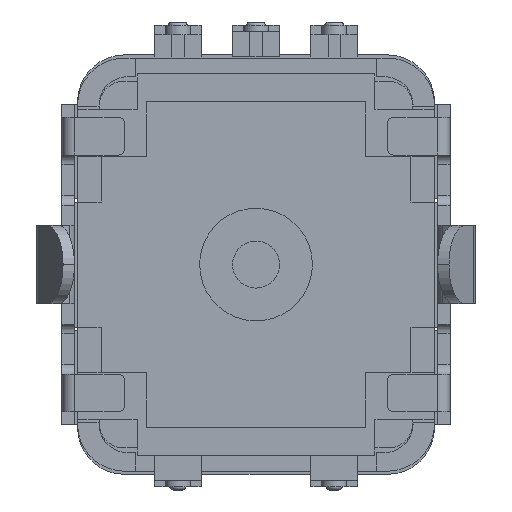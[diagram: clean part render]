
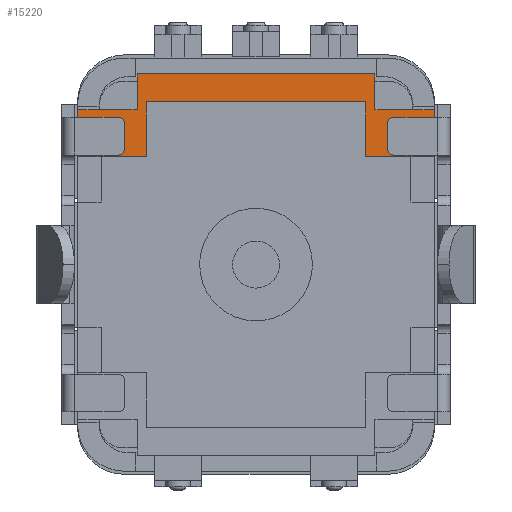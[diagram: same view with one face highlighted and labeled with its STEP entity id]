
A CAD part, front view. The second image highlights one B-rep face of the part: STEP entity #15220.
In plain terms, the highlighted planar face has unit normal (0, -1, 0).
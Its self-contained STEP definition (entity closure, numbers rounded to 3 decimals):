
#549 = LINE ( 'NONE', #10082, #13121 ) ;
#592 = VECTOR ( 'NONE', #17820, 1000. ) ;
#601 = EDGE_CURVE ( 'NONE', #2110, #22012, #5138, .T. ) ;
#726 = AXIS2_PLACEMENT_3D ( 'NONE', #13418, #15450, #6478 ) ;
#1279 = CARTESIAN_POINT ( 'NONE',  ( 5.7, 0.8, 3.45 ) ) ;
#1412 = VERTEX_POINT ( 'NONE', #24424 ) ;
#1534 = VERTEX_POINT ( 'NONE', #1931 ) ;
#1852 = CARTESIAN_POINT ( 'NONE',  ( 3.5, 0.8, 5.2 ) ) ;
#1931 = CARTESIAN_POINT ( 'NONE',  ( -5.7, 0.8, 3.45 ) ) ;
#1959 = VECTOR ( 'NONE', #23796, 1000. ) ;
#1968 = CARTESIAN_POINT ( 'NONE',  ( 5., 0.8, 4.95 ) ) ;
#2110 = VERTEX_POINT ( 'NONE', #3545 ) ;
#2119 = CARTESIAN_POINT ( 'NONE',  ( 3.5, 0.8, 5.2 ) ) ;
#2133 = EDGE_CURVE ( 'NONE', #1534, #2745, #7456, .T. ) ;
#2442 = VERTEX_POINT ( 'NONE', #9699 ) ;
#2739 = EDGE_CURVE ( 'NONE', #1412, #17753, #10040, .T. ) ;
#2745 = VERTEX_POINT ( 'NONE', #14251 ) ;
#3402 = LINE ( 'NONE', #8987, #13062 ) ;
#3514 = DIRECTION ( 'NONE',  ( -1., 0., 0. ) ) ;
#3545 = CARTESIAN_POINT ( 'NONE',  ( 3.8, 0.8, 6.1 ) ) ;
#3690 = ORIENTED_EDGE ( 'NONE', *, *, #601, .F. ) ;
#3744 = EDGE_CURVE ( 'NONE', #24705, #23109, #19352, .T. ) ;
#4197 = CARTESIAN_POINT ( 'NONE',  ( -3.5, 0.8, 3.45 ) ) ;
#4393 = CARTESIAN_POINT ( 'NONE',  ( -5., 0.8, 4.95 ) ) ;
#4629 = CARTESIAN_POINT ( 'NONE',  ( 5.7, 0.8, 4.95 ) ) ;
#4729 = DIRECTION ( 'NONE',  ( 0., 0., -1. ) ) ;
#4846 = VECTOR ( 'NONE', #14836, 1000. ) ;
#4968 = CARTESIAN_POINT ( 'NONE',  ( -4.95, 0.8, 3.45 ) ) ;
#5138 = LINE ( 'NONE', #16992, #5945 ) ;
#5332 = DIRECTION ( 'NONE',  ( -1., 0., 0. ) ) ;
#5676 = ORIENTED_EDGE ( 'NONE', *, *, #15170, .T. ) ;
#5945 = VECTOR ( 'NONE', #24609, 1000. ) ;
#6000 = LINE ( 'NONE', #19884, #14794 ) ;
#6045 = VECTOR ( 'NONE', #14406, 1000. ) ;
#6423 = VERTEX_POINT ( 'NONE', #1852 ) ;
#6427 = LINE ( 'NONE', #15621, #11985 ) ;
#6478 = DIRECTION ( 'NONE',  ( 0., 0., 1. ) ) ;
#6482 = VECTOR ( 'NONE', #15442, 1000. ) ;
#6619 = VECTOR ( 'NONE', #7721, 1000. ) ;
#6860 = LINE ( 'NONE', #1279, #14440 ) ;
#7107 = VERTEX_POINT ( 'NONE', #15756 ) ;
#7418 = ORIENTED_EDGE ( 'NONE', *, *, #18908, .F. ) ;
#7456 = LINE ( 'NONE', #20971, #6619 ) ;
#7540 = EDGE_CURVE ( 'NONE', #7107, #24705, #21045, .T. ) ;
#7721 = DIRECTION ( 'NONE',  ( 0., 0., 1. ) ) ;
#7800 = CARTESIAN_POINT ( 'NONE',  ( 3.8, 0.8, 4.95 ) ) ;
#7911 = EDGE_CURVE ( 'NONE', #13204, #6423, #9177, .T. ) ;
#8044 = VECTOR ( 'NONE', #22335, 1000. ) ;
#8259 = FACE_OUTER_BOUND ( 'NONE', #13100, .T. ) ;
#8987 = CARTESIAN_POINT ( 'NONE',  ( -3.8, 0.8, 6.1 ) ) ;
#9177 = LINE ( 'NONE', #11212, #21793 ) ;
#9195 = CARTESIAN_POINT ( 'NONE',  ( -4.95, 0.8, 3.45 ) ) ;
#9465 = CARTESIAN_POINT ( 'NONE',  ( -3.8, 0.8, 5.85 ) ) ;
#9699 = CARTESIAN_POINT ( 'NONE',  ( 3.8, 0.8, 4.95 ) ) ;
#9712 = PLANE ( 'NONE',  #726 ) ;
#9961 = ORIENTED_EDGE ( 'NONE', *, *, #17390, .F. ) ;
#10040 = LINE ( 'NONE', #4197, #592 ) ;
#10082 = CARTESIAN_POINT ( 'NONE',  ( -3.5, 0.8, 5.2 ) ) ;
#10551 = DIRECTION ( 'NONE',  ( -1., 0., 0. ) ) ;
#10650 = VECTOR ( 'NONE', #22949, 1000. ) ;
#10840 = VERTEX_POINT ( 'NONE', #16629 ) ;
#11212 = CARTESIAN_POINT ( 'NONE',  ( 3.5, 0.8, 3.45 ) ) ;
#11326 = CARTESIAN_POINT ( 'NONE',  ( 3.8, 0.8, 5.85 ) ) ;
#11386 = LINE ( 'NONE', #2119, #20704 ) ;
#11500 = LINE ( 'NONE', #7800, #1959 ) ;
#11793 = ORIENTED_EDGE ( 'NONE', *, *, #2133, .F. ) ;
#11805 = CARTESIAN_POINT ( 'NONE',  ( 5.7, 0.8, 3.45 ) ) ;
#11985 = VECTOR ( 'NONE', #17908, 1000. ) ;
#11997 = ORIENTED_EDGE ( 'NONE', *, *, #17331, .T. ) ;
#12008 = ORIENTED_EDGE ( 'NONE', *, *, #17812, .F. ) ;
#12345 = EDGE_CURVE ( 'NONE', #10840, #1412, #549, .T. ) ;
#13062 = VECTOR ( 'NONE', #22603, 1000. ) ;
#13100 = EDGE_LOOP ( 'NONE', ( #11997, #5676, #3690, #7418, #13266, #21953, #18093, #21103, #11793, #18606, #22686, #13910, #9961, #20588, #19596, #22478, #25030, #12008 ) ) ;
#13121 = VECTOR ( 'NONE', #4729, 1000. ) ;
#13204 = VERTEX_POINT ( 'NONE', #21163 ) ;
#13266 = ORIENTED_EDGE ( 'NONE', *, *, #24064, .F. ) ;
#13303 = EDGE_CURVE ( 'NONE', #21394, #17458, #6000, .T. ) ;
#13418 = CARTESIAN_POINT ( 'NONE',  ( -5.7, 0.8, -4.95 ) ) ;
#13669 = DIRECTION ( 'NONE',  ( 0., 0., 1. ) ) ;
#13910 = ORIENTED_EDGE ( 'NONE', *, *, #12345, .F. ) ;
#14251 = CARTESIAN_POINT ( 'NONE',  ( -5.7, 0.8, 4.95 ) ) ;
#14406 = DIRECTION ( 'NONE',  ( -1., 0., 0. ) ) ;
#14440 = VECTOR ( 'NONE', #10551, 1000. ) ;
#14794 = VECTOR ( 'NONE', #13669, 1000. ) ;
#14836 = DIRECTION ( 'NONE',  ( -1., 0., 0. ) ) ;
#15077 = DIRECTION ( 'NONE',  ( 0., 0., 1. ) ) ;
#15170 = EDGE_CURVE ( 'NONE', #2442, #22012, #11500, .T. ) ;
#15220 = ADVANCED_FACE ( 'NONE', ( #8259 ), #9712, .T. ) ;
#15442 = DIRECTION ( 'NONE',  ( 1., 0., 0. ) ) ;
#15450 = DIRECTION ( 'NONE',  ( 0., -1., 0. ) ) ;
#15621 = CARTESIAN_POINT ( 'NONE',  ( 4.95, 0.8, 3.45 ) ) ;
#15756 = CARTESIAN_POINT ( 'NONE',  ( -3.8, 0.8, 5.85 ) ) ;
#15855 = VERTEX_POINT ( 'NONE', #16234 ) ;
#16110 = EDGE_CURVE ( 'NONE', #2745, #23109, #20432, .T. ) ;
#16234 = CARTESIAN_POINT ( 'NONE',  ( 5., 0.8, 4.95 ) ) ;
#16496 = CARTESIAN_POINT ( 'NONE',  ( -5.7, 0.8, 4.95 ) ) ;
#16629 = CARTESIAN_POINT ( 'NONE',  ( -3.5, 0.8, 5.2 ) ) ;
#16747 = EDGE_CURVE ( 'NONE', #17753, #1534, #18596, .T. ) ;
#16992 = CARTESIAN_POINT ( 'NONE',  ( 3.8, 0.8, 6.1 ) ) ;
#17331 = EDGE_CURVE ( 'NONE', #15855, #2442, #24740, .T. ) ;
#17390 = EDGE_CURVE ( 'NONE', #6423, #10840, #11386, .T. ) ;
#17458 = VERTEX_POINT ( 'NONE', #4629 ) ;
#17753 = VERTEX_POINT ( 'NONE', #9195 ) ;
#17812 = EDGE_CURVE ( 'NONE', #15855, #17458, #21034, .T. ) ;
#17820 = DIRECTION ( 'NONE',  ( -1., 0., 0. ) ) ;
#17908 = DIRECTION ( 'NONE',  ( -1., 0., 0. ) ) ;
#18093 = ORIENTED_EDGE ( 'NONE', *, *, #3744, .T. ) ;
#18596 = LINE ( 'NONE', #4968, #6045 ) ;
#18606 = ORIENTED_EDGE ( 'NONE', *, *, #16747, .F. ) ;
#18843 = CARTESIAN_POINT ( 'NONE',  ( -3.8, 0.8, 4.95 ) ) ;
#18906 = CARTESIAN_POINT ( 'NONE',  ( 5., 0.8, 4.95 ) ) ;
#18908 = EDGE_CURVE ( 'NONE', #24954, #2110, #3402, .T. ) ;
#19352 = LINE ( 'NONE', #18843, #20139 ) ;
#19570 = VERTEX_POINT ( 'NONE', #24446 ) ;
#19596 = ORIENTED_EDGE ( 'NONE', *, *, #24866, .F. ) ;
#19884 = CARTESIAN_POINT ( 'NONE',  ( 5.7, 0.8, 2.375 ) ) ;
#20139 = VECTOR ( 'NONE', #5332, 1000. ) ;
#20432 = LINE ( 'NONE', #16496, #8044 ) ;
#20588 = ORIENTED_EDGE ( 'NONE', *, *, #7911, .F. ) ;
#20704 = VECTOR ( 'NONE', #3514, 1000. ) ;
#20971 = CARTESIAN_POINT ( 'NONE',  ( -5.7, 0.8, 3.45 ) ) ;
#21034 = LINE ( 'NONE', #1968, #6482 ) ;
#21045 = LINE ( 'NONE', #9465, #10650 ) ;
#21103 = ORIENTED_EDGE ( 'NONE', *, *, #16110, .F. ) ;
#21163 = CARTESIAN_POINT ( 'NONE',  ( 3.5, 0.8, 3.45 ) ) ;
#21184 = CARTESIAN_POINT ( 'NONE',  ( -3.8, 0.8, 5.85 ) ) ;
#21394 = VERTEX_POINT ( 'NONE', #11805 ) ;
#21771 = VECTOR ( 'NONE', #15077, 1000. ) ;
#21793 = VECTOR ( 'NONE', #24949, 1000. ) ;
#21953 = ORIENTED_EDGE ( 'NONE', *, *, #7540, .T. ) ;
#22012 = VERTEX_POINT ( 'NONE', #11326 ) ;
#22090 = CARTESIAN_POINT ( 'NONE',  ( -3.8, 0.8, 6.1 ) ) ;
#22335 = DIRECTION ( 'NONE',  ( 1., 0., 0. ) ) ;
#22478 = ORIENTED_EDGE ( 'NONE', *, *, #23561, .F. ) ;
#22603 = DIRECTION ( 'NONE',  ( 1., 0., 0. ) ) ;
#22686 = ORIENTED_EDGE ( 'NONE', *, *, #2739, .F. ) ;
#22949 = DIRECTION ( 'NONE',  ( 0., 0., -1. ) ) ;
#23109 = VERTEX_POINT ( 'NONE', #4393 ) ;
#23561 = EDGE_CURVE ( 'NONE', #21394, #19570, #6860, .T. ) ;
#23796 = DIRECTION ( 'NONE',  ( 0., 0., 1. ) ) ;
#24064 = EDGE_CURVE ( 'NONE', #7107, #24954, #24728, .T. ) ;
#24424 = CARTESIAN_POINT ( 'NONE',  ( -3.5, 0.8, 3.45 ) ) ;
#24446 = CARTESIAN_POINT ( 'NONE',  ( 4.95, 0.8, 3.45 ) ) ;
#24609 = DIRECTION ( 'NONE',  ( 0., 0., -1. ) ) ;
#24705 = VERTEX_POINT ( 'NONE', #25028 ) ;
#24728 = LINE ( 'NONE', #21184, #21771 ) ;
#24740 = LINE ( 'NONE', #18906, #4846 ) ;
#24866 = EDGE_CURVE ( 'NONE', #19570, #13204, #6427, .T. ) ;
#24949 = DIRECTION ( 'NONE',  ( 0., 0., 1. ) ) ;
#24954 = VERTEX_POINT ( 'NONE', #22090 ) ;
#25028 = CARTESIAN_POINT ( 'NONE',  ( -3.8, 0.8, 4.95 ) ) ;
#25030 = ORIENTED_EDGE ( 'NONE', *, *, #13303, .T. ) ;
